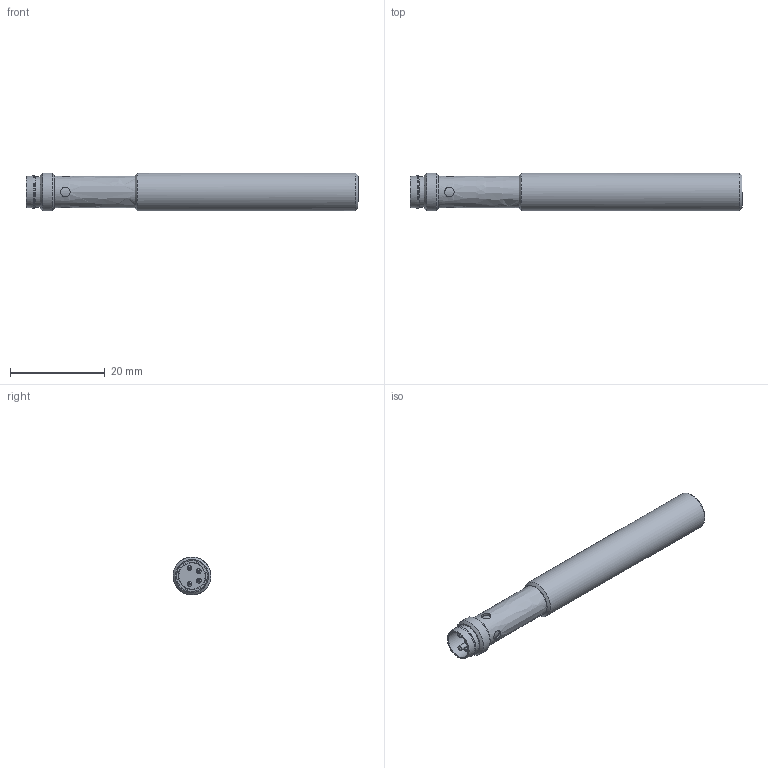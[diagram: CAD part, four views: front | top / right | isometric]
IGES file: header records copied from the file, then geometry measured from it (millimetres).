
Global section: file name: US08M100G3-T4; native system: Autodesk Inventor 2017; preprocessor: unknown; author: C. Frage; organization: di-soric GmbH & Co. KG; date: 20170706.123318; units: millimetre
Bounding box: 70 x 8 x 7.99 mm (x, y, z)
Volume: 3040.8 mm3; surface area: 2144 mm2
Topology: 1 solids, 5 shells, 54 faces, 141 edges, 99 vertices
Faces by surface type: bspline 54
